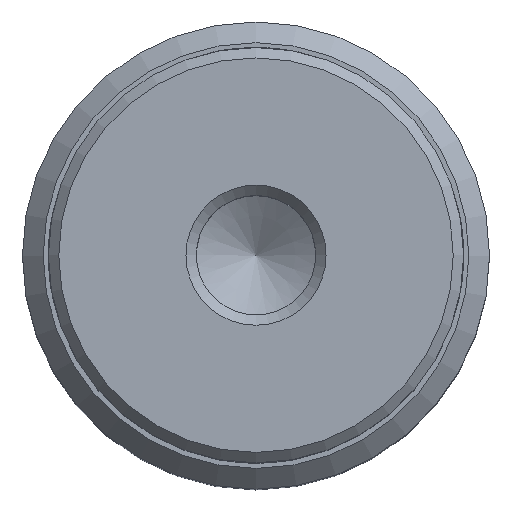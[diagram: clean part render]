
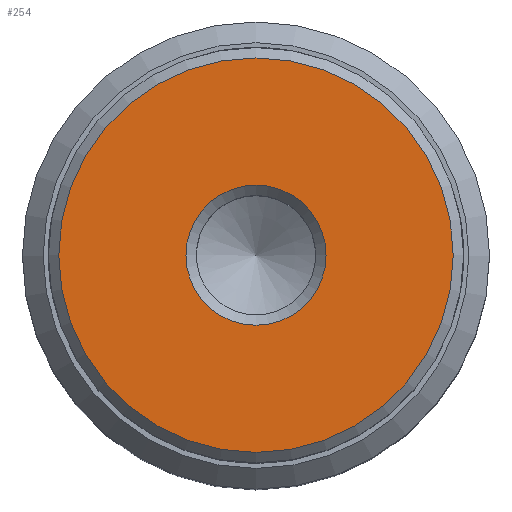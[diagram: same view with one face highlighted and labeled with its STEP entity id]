
A CAD part, top view. The second image highlights one B-rep face of the part: STEP entity #254.
In plain terms, the highlighted planar face has unit normal (0, 0, 1).
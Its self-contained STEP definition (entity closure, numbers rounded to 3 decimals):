
#254 = ADVANCED_FACE( '', ( #369, #370 ), #371, .F. );
#369 = FACE_BOUND( '', #680, .T. );
#370 = FACE_OUTER_BOUND( '', #681, .T. );
#371 = PLANE( '', #682 );
#680 = EDGE_LOOP( '', ( #1075 ) );
#681 = EDGE_LOOP( '', ( #1076 ) );
#682 = AXIS2_PLACEMENT_3D( '', #1077, #1078, #1079 );
#1075 = ORIENTED_EDGE( '', *, *, #1256, .T. );
#1076 = ORIENTED_EDGE( '', *, *, #1273, .T. );
#1077 = CARTESIAN_POINT( '', ( 0., 0., 67. ) );
#1078 = DIRECTION( '', ( 0., 0., -1. ) );
#1079 = DIRECTION( '', ( -1., 0., 0. ) );
#1256 = EDGE_CURVE( '', #1361, #1361, #1362, .T. );
#1273 = EDGE_CURVE( '', #1385, #1385, #1386, .F. );
#1361 = VERTEX_POINT( '', #1887 );
#1362 = CIRCLE( '', #1888, 6.75 );
#1385 = VERTEX_POINT( '', #2062 );
#1386 = CIRCLE( '', #2063, 19. );
#1887 = CARTESIAN_POINT( '', ( -6.75, 0., 67. ) );
#1888 = AXIS2_PLACEMENT_3D( '', #2310, #2311, #2312 );
#2062 = CARTESIAN_POINT( '', ( -19., 0., 67. ) );
#2063 = AXIS2_PLACEMENT_3D( '', #2340, #2341, #2342 );
#2310 = CARTESIAN_POINT( '', ( 0., 0., 67. ) );
#2311 = DIRECTION( '', ( 0., 0., -1. ) );
#2312 = DIRECTION( '', ( -1., 0., 0. ) );
#2340 = CARTESIAN_POINT( '', ( 0., 0., 67. ) );
#2341 = DIRECTION( '', ( 0., 0., -1. ) );
#2342 = DIRECTION( '', ( -1., 0., 0. ) );
